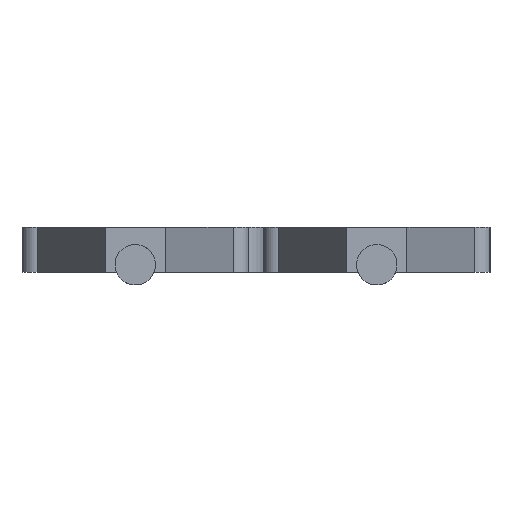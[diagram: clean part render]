
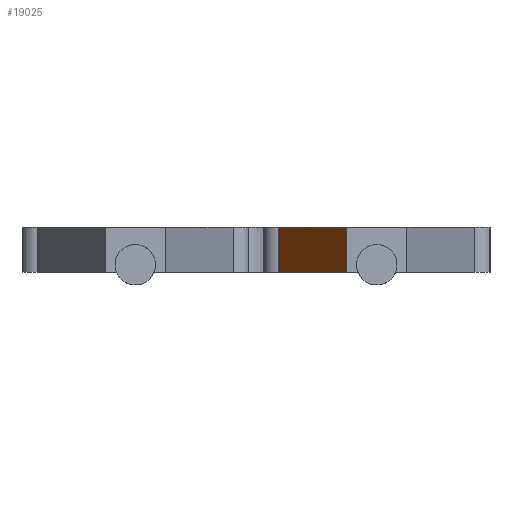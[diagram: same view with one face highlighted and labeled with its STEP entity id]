
A CAD part, left-side view. The second image highlights one B-rep face of the part: STEP entity #19025.
In plain terms, the highlighted planar face has unit normal (-0.351, 0.936, 0).
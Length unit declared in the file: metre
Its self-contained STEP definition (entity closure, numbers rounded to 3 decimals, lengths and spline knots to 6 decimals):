
#104 = PLANE('',#105);
#105 = AXIS2_PLACEMENT_3D('',#106,#107,#108);
#106 = CARTESIAN_POINT('',(0.00635,0.096838,0.015875));
#107 = DIRECTION('',(1.,0.,0.));
#108 = DIRECTION('',(-0.,1.,0.));
#136 = PLANE('',#137);
#137 = AXIS2_PLACEMENT_3D('',#138,#139,#140);
#138 = CARTESIAN_POINT('',(0.116587,0.128588,0.00635));
#139 = DIRECTION('',(0.,0.,1.));
#140 = DIRECTION('',(0.,1.,0.));
#451 = PLANE('',#452);
#452 = AXIS2_PLACEMENT_3D('',#453,#454,#455);
#453 = CARTESIAN_POINT('',(0.12065,0.10795,0.015875));
#454 = DIRECTION('',(0.,0.,1.));
#455 = DIRECTION('',(1.,0.,-0.));
#4118 = VERTEX_POINT('',#4119);
#4119 = CARTESIAN_POINT('',(0.04445,0.123825,0.015875));
#4133 = PLANE('',#4134);
#4134 = AXIS2_PLACEMENT_3D('',#4135,#4136,#4137);
#4135 = CARTESIAN_POINT('',(0.04445,0.123825,0.015875));
#4136 = DIRECTION('',(0.,-1.,0.));
#4137 = DIRECTION('',(1.,0.,0.));
#4145 = EDGE_CURVE('',#4146,#4118,#4148,.T.);
#4146 = VERTEX_POINT('',#4147);
#4147 = CARTESIAN_POINT('',(0.00635,0.109538,0.015875));
#4148 = SURFACE_CURVE('',#4149,(#4153,#4160),.PCURVE_S1.);
#4149 = LINE('',#4150,#4151);
#4150 = CARTESIAN_POINT('',(0.00635,0.109538,0.015875));
#4151 = VECTOR('',#4152,1.);
#4152 = DIRECTION('',(0.936,0.351,0.));
#4153 = PCURVE('',#451,#4154);
#4154 = DEFINITIONAL_REPRESENTATION('',(#4155),#4159);
#4155 = LINE('',#4156,#4157);
#4156 = CARTESIAN_POINT('',(-0.114,0.002));
#4157 = VECTOR('',#4158,1.);
#4158 = DIRECTION('',(0.936,0.351));
#4159 = ( GEOMETRIC_REPRESENTATION_CONTEXT(2) 
PARAMETRIC_REPRESENTATION_CONTEXT() REPRESENTATION_CONTEXT('2D SPACE',''
  ) );
#4160 = PCURVE('',#4161,#4166);
#4161 = PLANE('',#4162);
#4162 = AXIS2_PLACEMENT_3D('',#4163,#4164,#4165);
#4163 = CARTESIAN_POINT('',(0.00635,0.109538,0.015875));
#4164 = DIRECTION('',(0.351,-0.936,0.));
#4165 = DIRECTION('',(0.936,0.351,0.));
#4166 = DEFINITIONAL_REPRESENTATION('',(#4167),#4171);
#4167 = LINE('',#4168,#4169);
#4168 = CARTESIAN_POINT('',(0.,0.));
#4169 = VECTOR('',#4170,1.);
#4170 = DIRECTION('',(1.,0.));
#4171 = ( GEOMETRIC_REPRESENTATION_CONTEXT(2) 
PARAMETRIC_REPRESENTATION_CONTEXT() REPRESENTATION_CONTEXT('2D SPACE',''
  ) );
#19025 = ADVANCED_FACE('',(#19026),#4161,.F.);
#19026 = FACE_BOUND('',#19027,.F.);
#19027 = EDGE_LOOP('',(#19028,#19051,#19074,#19095));
#19028 = ORIENTED_EDGE('',*,*,#19029,.T.);
#19029 = EDGE_CURVE('',#4146,#19030,#19032,.T.);
#19030 = VERTEX_POINT('',#19031);
#19031 = CARTESIAN_POINT('',(0.00635,0.109538,0.00635));
#19032 = SURFACE_CURVE('',#19033,(#19037,#19044),.PCURVE_S1.);
#19033 = LINE('',#19034,#19035);
#19034 = CARTESIAN_POINT('',(0.00635,0.109538,0.015875));
#19035 = VECTOR('',#19036,1.);
#19036 = DIRECTION('',(-0.,-0.,-1.));
#19037 = PCURVE('',#4161,#19038);
#19038 = DEFINITIONAL_REPRESENTATION('',(#19039),#19043);
#19039 = LINE('',#19040,#19041);
#19040 = CARTESIAN_POINT('',(0.,0.));
#19041 = VECTOR('',#19042,1.);
#19042 = DIRECTION('',(0.,-1.));
#19043 = ( GEOMETRIC_REPRESENTATION_CONTEXT(2) 
PARAMETRIC_REPRESENTATION_CONTEXT() REPRESENTATION_CONTEXT('2D SPACE',''
  ) );
#19044 = PCURVE('',#104,#19045);
#19045 = DEFINITIONAL_REPRESENTATION('',(#19046),#19050);
#19046 = LINE('',#19047,#19048);
#19047 = CARTESIAN_POINT('',(0.013,0.));
#19048 = VECTOR('',#19049,1.);
#19049 = DIRECTION('',(0.,-1.));
#19050 = ( GEOMETRIC_REPRESENTATION_CONTEXT(2) 
PARAMETRIC_REPRESENTATION_CONTEXT() REPRESENTATION_CONTEXT('2D SPACE',''
  ) );
#19051 = ORIENTED_EDGE('',*,*,#19052,.T.);
#19052 = EDGE_CURVE('',#19030,#19053,#19055,.T.);
#19053 = VERTEX_POINT('',#19054);
#19054 = CARTESIAN_POINT('',(0.04445,0.123825,0.00635));
#19055 = SURFACE_CURVE('',#19056,(#19060,#19067),.PCURVE_S1.);
#19056 = LINE('',#19057,#19058);
#19057 = CARTESIAN_POINT('',(0.00635,0.109538,0.00635));
#19058 = VECTOR('',#19059,1.);
#19059 = DIRECTION('',(0.936,0.351,0.));
#19060 = PCURVE('',#4161,#19061);
#19061 = DEFINITIONAL_REPRESENTATION('',(#19062),#19066);
#19062 = LINE('',#19063,#19064);
#19063 = CARTESIAN_POINT('',(0.,-0.01));
#19064 = VECTOR('',#19065,1.);
#19065 = DIRECTION('',(1.,0.));
#19066 = ( GEOMETRIC_REPRESENTATION_CONTEXT(2) 
PARAMETRIC_REPRESENTATION_CONTEXT() REPRESENTATION_CONTEXT('2D SPACE',''
  ) );
#19067 = PCURVE('',#136,#19068);
#19068 = DEFINITIONAL_REPRESENTATION('',(#19069),#19073);
#19069 = LINE('',#19070,#19071);
#19070 = CARTESIAN_POINT('',(-0.019,0.11));
#19071 = VECTOR('',#19072,1.);
#19072 = DIRECTION('',(0.351,-0.936));
#19073 = ( GEOMETRIC_REPRESENTATION_CONTEXT(2) 
PARAMETRIC_REPRESENTATION_CONTEXT() REPRESENTATION_CONTEXT('2D SPACE',''
  ) );
#19074 = ORIENTED_EDGE('',*,*,#19075,.F.);
#19075 = EDGE_CURVE('',#4118,#19053,#19076,.T.);
#19076 = SURFACE_CURVE('',#19077,(#19081,#19088),.PCURVE_S1.);
#19077 = LINE('',#19078,#19079);
#19078 = CARTESIAN_POINT('',(0.04445,0.123825,0.015875));
#19079 = VECTOR('',#19080,1.);
#19080 = DIRECTION('',(-0.,-0.,-1.));
#19081 = PCURVE('',#4161,#19082);
#19082 = DEFINITIONAL_REPRESENTATION('',(#19083),#19087);
#19083 = LINE('',#19084,#19085);
#19084 = CARTESIAN_POINT('',(0.041,0.));
#19085 = VECTOR('',#19086,1.);
#19086 = DIRECTION('',(0.,-1.));
#19087 = ( GEOMETRIC_REPRESENTATION_CONTEXT(2) 
PARAMETRIC_REPRESENTATION_CONTEXT() REPRESENTATION_CONTEXT('2D SPACE',''
  ) );
#19088 = PCURVE('',#4133,#19089);
#19089 = DEFINITIONAL_REPRESENTATION('',(#19090),#19094);
#19090 = LINE('',#19091,#19092);
#19091 = CARTESIAN_POINT('',(0.,0.));
#19092 = VECTOR('',#19093,1.);
#19093 = DIRECTION('',(0.,-1.));
#19094 = ( GEOMETRIC_REPRESENTATION_CONTEXT(2) 
PARAMETRIC_REPRESENTATION_CONTEXT() REPRESENTATION_CONTEXT('2D SPACE',''
  ) );
#19095 = ORIENTED_EDGE('',*,*,#4145,.F.);
